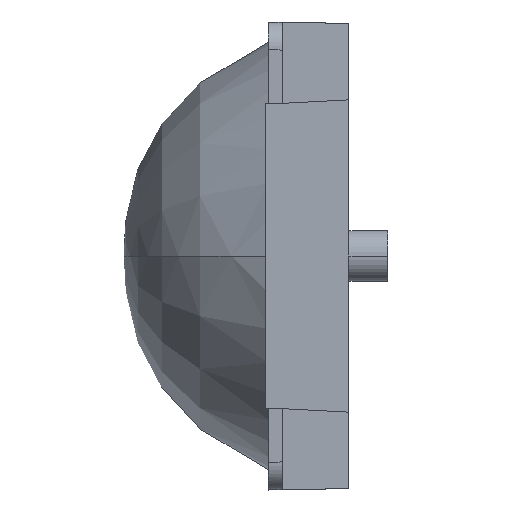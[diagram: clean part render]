
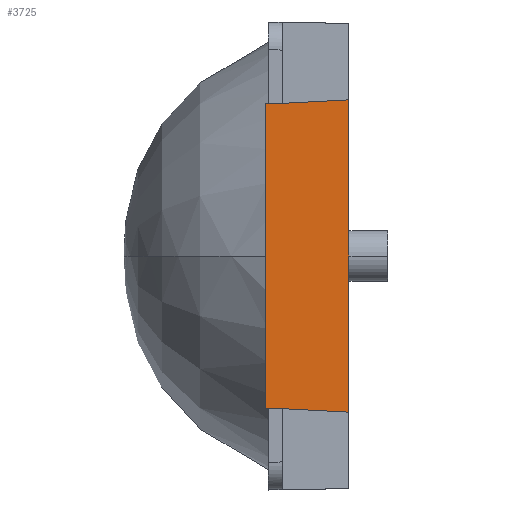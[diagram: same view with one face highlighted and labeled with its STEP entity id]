
A CAD part, left-side view. The second image highlights one B-rep face of the part: STEP entity #3725.
In plain terms, the highlighted planar face has unit normal (-1, 0, 0).
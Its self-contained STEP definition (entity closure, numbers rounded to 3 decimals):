
#41=DIRECTION('',(0.,0.,1.));
#42=VECTOR('',#41,11.232);
#43=CARTESIAN_POINT('',(182.,-0.7,-5.616));
#44=LINE('',#43,#42);
#633=DIRECTION('',(0.,-0.999,0.052));
#634=VECTOR('',#633,2.203);
#635=CARTESIAN_POINT('',(182.,1.5,5.501));
#636=LINE('',#635,#634);
#645=DIRECTION('',(0.,-0.999,-0.052));
#646=VECTOR('',#645,2.203);
#647=CARTESIAN_POINT('',(182.,1.5,-5.501));
#648=LINE('',#647,#646);
#701=DIRECTION('',(0.,1.,0.));
#702=VECTOR('',#701,0.8);
#703=CARTESIAN_POINT('',(182.,1.5,5.501));
#704=LINE('',#703,#702);
#713=DIRECTION('',(0.,0.,-1.));
#714=VECTOR('',#713,11.001);
#715=CARTESIAN_POINT('',(182.,2.3,5.501));
#716=LINE('',#715,#714);
#717=DIRECTION('',(0.,1.,0.));
#718=VECTOR('',#717,0.8);
#719=CARTESIAN_POINT('',(182.,1.5,-5.501));
#720=LINE('',#719,#718);
#3029=CARTESIAN_POINT('',(182.,-0.7,-5.616));
#3030=CARTESIAN_POINT('',(182.,-0.7,5.616));
#3031=VERTEX_POINT('',#3029);
#3032=VERTEX_POINT('',#3030);
#3033=CARTESIAN_POINT('',(182.,1.5,-5.501));
#3034=CARTESIAN_POINT('',(182.,2.3,-5.501));
#3035=VERTEX_POINT('',#3033);
#3036=VERTEX_POINT('',#3034);
#3037=CARTESIAN_POINT('',(182.,1.5,5.501));
#3038=VERTEX_POINT('',#3037);
#3039=CARTESIAN_POINT('',(182.,2.3,5.501));
#3040=VERTEX_POINT('',#3039);
#3708=CARTESIAN_POINT('',(182.,33.885,-30.058));
#3709=DIRECTION('',(1.,0.,0.));
#3710=DIRECTION('',(0.,0.,1.));
#3711=AXIS2_PLACEMENT_3D('',#3708,#3709,#3710);
#3712=PLANE('',#3711);
#3713=ORIENTED_EDGE('',*,*,#3046,.F.);
#3715=ORIENTED_EDGE('',*,*,#3714,.F.);
#3717=ORIENTED_EDGE('',*,*,#3716,.T.);
#3719=ORIENTED_EDGE('',*,*,#3718,.F.);
#3721=ORIENTED_EDGE('',*,*,#3720,.F.);
#3722=ORIENTED_EDGE('',*,*,#3695,.T.);
#3723=EDGE_LOOP('',(#3713,#3715,#3717,#3719,#3721,#3722));
#3724=FACE_OUTER_BOUND('',#3723,.F.);
#3725=ADVANCED_FACE('',(#3724),#3712,.F.);
#3046=EDGE_CURVE('',#3031,#3032,#44,.T.);
#3695=EDGE_CURVE('',#3038,#3032,#636,.T.);
#3714=EDGE_CURVE('',#3035,#3031,#648,.T.);
#3716=EDGE_CURVE('',#3035,#3036,#720,.T.);
#3718=EDGE_CURVE('',#3040,#3036,#716,.T.);
#3720=EDGE_CURVE('',#3038,#3040,#704,.T.);
